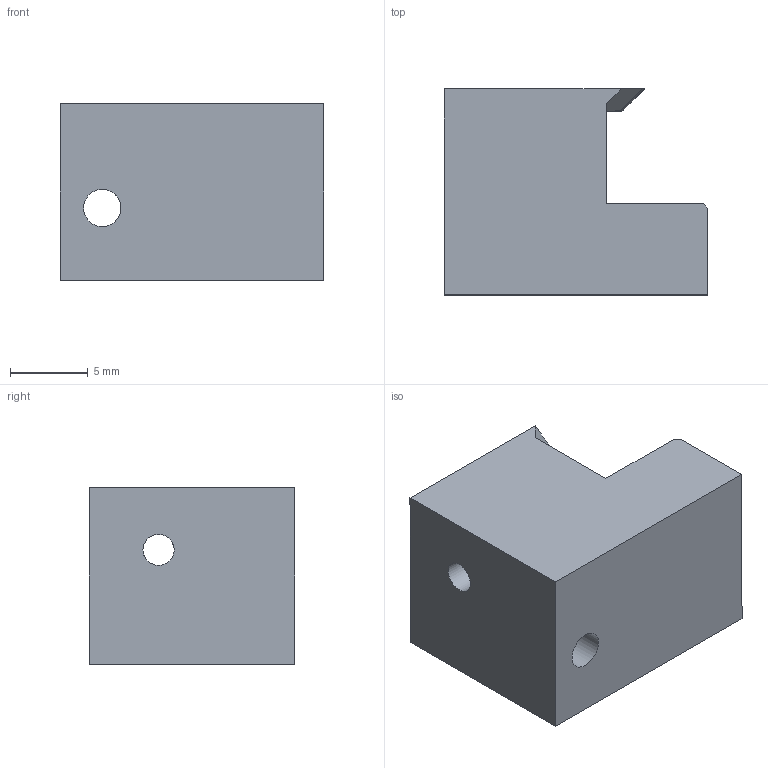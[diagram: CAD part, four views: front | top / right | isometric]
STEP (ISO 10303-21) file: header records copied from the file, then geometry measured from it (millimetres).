
FILE_DESCRIPTION(/* description */ (''),/* implementation_level */ '2;1');
FILE_NAME(/* name */ 'Test_block.step',/* time_stamp */ '2022-08-18T16:54:59-07:00',/* author */ (''),/* organization */ (''),/* preprocessor_version */ 'ST-DEVELOPER v19',/* originating_system */ 'Autodesk Translation Framework v11.7.0.108',/* authorisation */ '');
FILE_SCHEMA (('AUTOMOTIVE_DESIGN { 1 0 10303 214 3 1 1 }'));
Length unit declared in the file: millimetre
Products named in the file (2): CW2 with ball bearing; Test block
Assembly tree (1 placements, depth 2):
  CW2 with ball bearing
    Test block
Bounding box: 16.92 x 13.22 x 11.35 mm (x, y, z)
Volume: 1622.4 mm3; surface area: 1345.9 mm2
Topology: 1 solids, 1 shells, 32 faces, 92 edges, 61 vertices
Faces by surface type: plane 18, cylinder 9, torus 2, sphere 1, cone 1, bspline 1
Full cylindrical faces by diameter (mm): 1.8 x2, 2 x1, 2.4 x1, 7.4 x1
Entity records: 1327 total; most frequent: CARTESIAN_POINT 442, ORIENTED_EDGE 184, DIRECTION 163, EDGE_CURVE 92, VERTEX_POINT 61, AXIS2_PLACEMENT_3D 57, LINE 49, VECTOR 49
